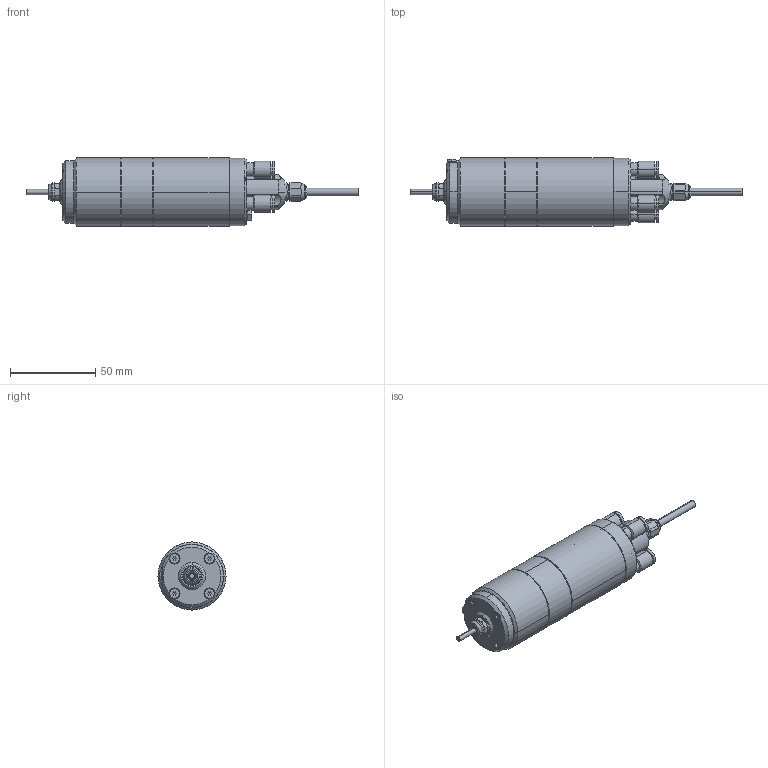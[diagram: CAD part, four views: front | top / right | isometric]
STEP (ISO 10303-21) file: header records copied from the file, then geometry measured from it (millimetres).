
FILE_DESCRIPTION (( 'STEP AP203' ), '1' );
FILE_NAME ('ABT-1000---(外観図).STEP', '2017-05-10T05:04:10', ( '' ), ( '' ), 'SwSTEP 2.0', 'SolidWorks 2013', '' );
FILE_SCHEMA (( 'CONFIG_CONTROL_DESIGN' ));
Length unit declared in the file: millimetre
Products named in the file (1): ABT-1000---(外観図)
Bounding box: 195.18 x 40 x 40 mm (x, y, z)
Volume: 119770.8 mm3; surface area: 59734.7 mm2
Topology: 23 solids, 23 shells, 1040 faces, 2500 edges, 1562 vertices
Faces by surface type: cylinder 378, cone 326, plane 314, bspline 22
Entity records: 32308 total; most frequent: CARTESIAN_POINT 7391, DIRECTION 5539, ORIENTED_EDGE 4964, EDGE_CURVE 2482, AXIS2_PLACEMENT_3D 2258, VERTEX_POINT 1562, CIRCLE 1239, EDGE_LOOP 1218
